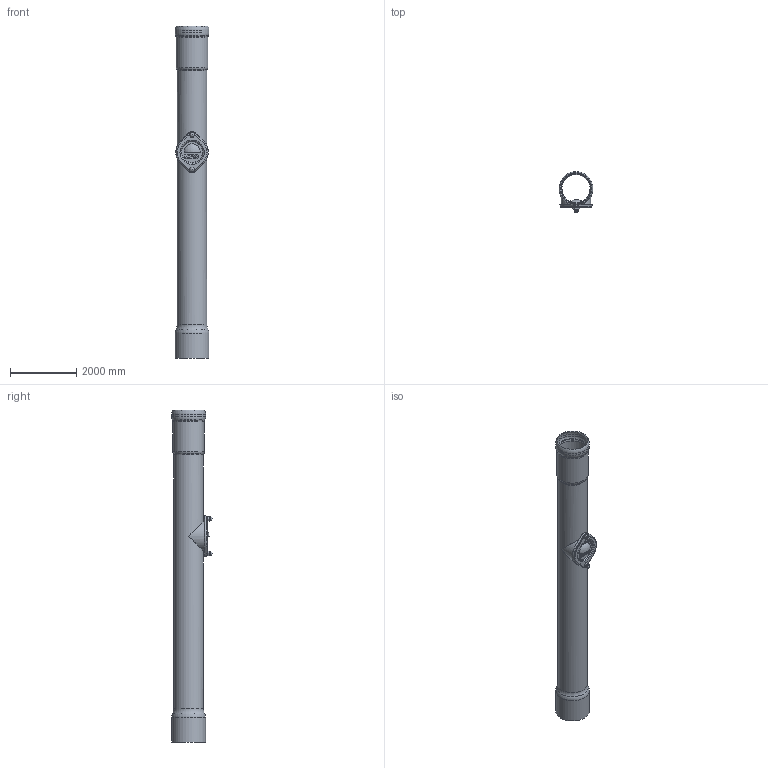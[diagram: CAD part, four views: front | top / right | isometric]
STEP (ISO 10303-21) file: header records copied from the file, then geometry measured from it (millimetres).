
FILE_DESCRIPTION(/* description */ (''),/* implementation_level */ '2;1');
FILE_NAME(/* name */ '55103.080N_3D.stp',/* time_stamp */ '2025-03-13T10:11:28+01:00',/* author */ ('N.Hausmann'),/* organization */ (''),/* preprocessor_version */ 'ST-DEVELOPER v20',/* originating_system */ 'AutoCAD Mechanical',/* authorisation */ '');
FILE_SCHEMA (('AUTOMOTIVE_DESIGN { 1 0 10303 214 3 1 1 }'));
Length unit declared in the file: centimetre
Products named in the file (2): Product; *S1
Assembly tree (1 placements, depth 2):
  Product
    *S1
Bounding box: 1022 x 1226 x 10000 mm (x, y, z)
Volume: 593297144 mm3; surface area: 59164023.1 mm2
Topology: 7 solids, 7 shells, 140 faces, 358 edges, 230 vertices
Faces by surface type: plane 42, cone 29, cylinder 28, torus 25, bspline 9, sphere 7
Full cylindrical faces by diameter (mm): 66.47 x2, 80 x2, 100 x2, 125 x2, 850 x2, 890 x2, 912 x1, 952 x1, 980 x1, 982 x1, 1020 x1, 1022 x1
Entity records: 13742 total; most frequent: CARTESIAN_POINT 10308, DIRECTION 748, ORIENTED_EDGE 704, EDGE_CURVE 352, AXIS2_PLACEMENT_3D 332, VERTEX_POINT 230, CIRCLE 179, EDGE_LOOP 156
